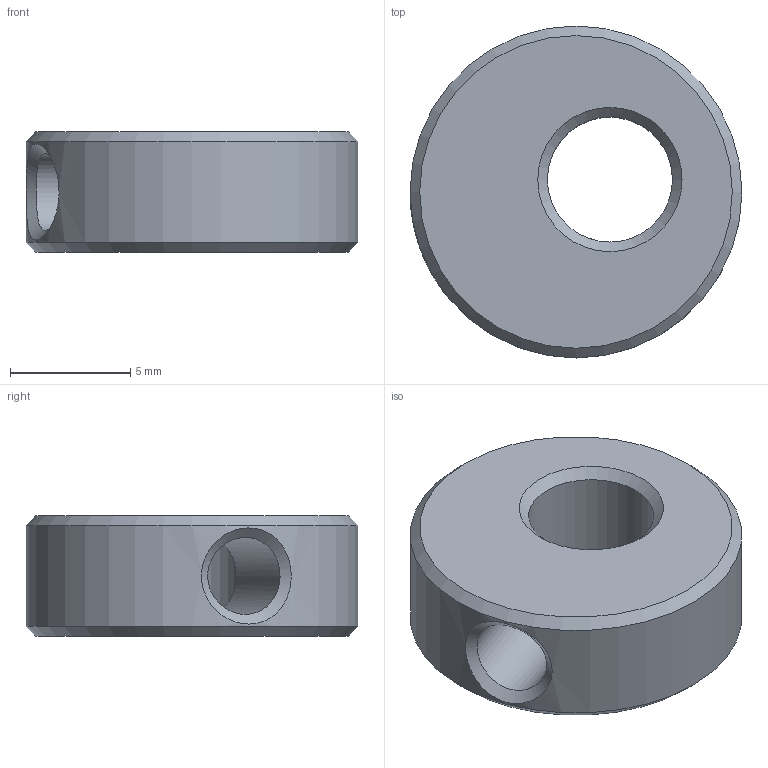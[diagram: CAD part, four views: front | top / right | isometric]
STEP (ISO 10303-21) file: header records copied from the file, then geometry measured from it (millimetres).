
FILE_DESCRIPTION(('FreeCAD Model'),'2;1');
FILE_NAME('Open CASCADE Shape Model','2022-01-06T13:08:17',('Author'),( ''),'Open CASCADE STEP processor 7.5','FreeCAD','Unknown');
FILE_SCHEMA(('AUTOMOTIVE_DESIGN { 1 0 10303 214 1 1 1 1 }'));
Length unit declared in the file: millimetre
Products named in the file (2): Acenter; Acenter Body
Assembly tree (1 placements, depth 2):
  Acenter
    Acenter Body
Bounding box: 13.8 x 13.8 x 5 mm (x, y, z)
Volume: 583.1 mm3; surface area: 566.8 mm2
Topology: 1 solids, 1 shells, 11 faces, 21 edges, 12 vertices
Faces by surface type: cone 4, cylinder 3, bspline 2, plane 2
Full cylindrical faces by diameter (mm): 3.2 x1, 5.2 x1, 13.8 x1
Entity records: 1460 total; most frequent: CARTESIAN_POINT 978, DIRECTION 83, ORIENTED_EDGE 42, PCURVE 42, DEFINITIONAL_REPRESENTATION 42, LINE 41, VECTOR 41, EDGE_CURVE 21
